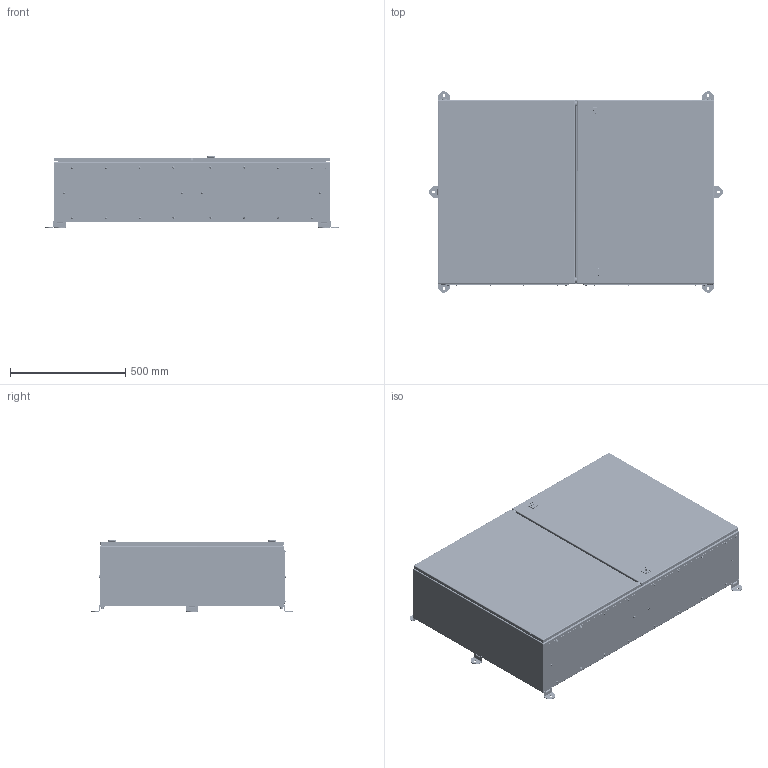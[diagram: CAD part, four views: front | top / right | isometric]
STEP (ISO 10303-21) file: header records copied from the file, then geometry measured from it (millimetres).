
FILE_DESCRIPTION (( 'STEP AP214' ), '1' );
FILE_NAME ('31.120.080.28.STEP', '2025-11-27T04:04:10', ( '' ), ( '' ), 'SwSTEP 2.0', 'SolidWorks 2021', '' );
FILE_SCHEMA (( 'AUTOMOTIVE_DESIGN' ));
Length unit declared in the file: millimetre
Products named in the file (44): ﾇ瑟鶴 湜跫韜; 剒蜲錪; Øïèëüêà ïðèâàðíàÿ Ì6õ16; 妈眚 DIN 912-󋔊0-Zn; 31.120.000.28-03 Êðûøêà; Øàðíèð ïðèâàðíàÿ ÷àñòü; M8DIN6923.step; 31.120.080.28; 31.120.080.28-02 扻豵鵨; Ñêîáà; 31.120.000.28-03 捘; 31.120.080.00-01-02 Äâåðü ëåâàÿ; 31.120.080.00-04 捘; Âòóëêà øàðíèðà; Çàêëåïêà ðåçüáîâàÿ Ì6 øåñòèãðàííàÿ ñ óìåíüøåííûì áîðòîì; Çàêëåïêà ðåçüáîâàÿ Ì5 øåñòèãðàííàÿ ñ óìåíüøåííûì áîðòîì; 31.120.080.00-04 Ìîíòàæíàÿ ïàíåëü; Ãàñêåòèíã äâåðè 1200õ800; Øïèëüêà ïðèâàðíàÿ Ì8õ25; Øàðíèð îòâåòíàÿ ÷àñòü; Íàñòåííîå êðåïëåíèå; Êîðïóñ ñ ëîãîòèïîì; Óïëîòíèòåëü äâóñòâîð÷àòûõ äâåðåé; Ãàñêåòèíã êðûøêè W600D280; Çàêëåïêà ðåçüáîâàÿ Ì8 ãëóõàÿ øåñòèãðàííàÿ ñ óìåíüøåííûì áîðòîì; 31.000.080.28-08 捘; Øàéáà îöèíêîâàííàÿ Ì8; Çàìîê âåðõíèé; Ëè÷èíêà; Ëåíòà óïëîòíèòåëüíàÿ Í800; 31.120.080.28-02 捘; Øàðíèð âíåøíÿÿ ÷àñòü; Âèíò DIN 967 Ì5õ16 ñ ïîëóêðóãëîé ãîëîâêîé ñ êðåñòîîáðàçíûì øëèöåì; 10.000.080.00-06; çóá÷àòàÿ øàéáà; 鎔艜; 31.120.080.00-01-02 捘; 31.120.080.00-01-01 Äâåðü ïðàâàÿ; 31.000.080.28-08 Áîêîâàÿ ñòåíêà; 31.120.080.00-01-01 捘 ...
Assembly tree (162 placements, depth 4):
  31.120.080.28
    31.120.080.28-02 捘
      31.120.080.28-02 扻豵鵨
      Øïèëüêà ïðèâàðíàÿ Ì8õ25  x6
      Çàêëåïêà ðåçüáîâàÿ Ì8 ãëóõàÿ øåñòèãðàííàÿ ñ óìåíüøåííûì áîðòîì  x6
      Çàêëåïêà ðåçüáîâàÿ Ì5 øåñòèãðàííàÿ ñ óìåíüøåííûì áîðòîì  x20
    31.000.080.28-08 捘  x2
      31.000.080.28-08 Áîêîâàÿ ñòåíêà
      Øïèëüêà ïðèâàðíàÿ Ì6õ16
    Øàðíèð âíåøíÿÿ ÷àñòü  x4
    Øàðíèð îòâåòíàÿ ÷àñòü  x4
    Âèíò Ì4  x8
    Âòóëêà øàðíèðà  x4
    31.120.080.00-01-01 捘
      31.120.080.00-01-01 Äâåðü ïðàâàÿ
      10.000.080.00-06  x2
      Øïèëüêà ïðèâàðíàÿ Ì6õ16  x2
      Øàðíèð ïðèâàðíàÿ ÷àñòü  x2
      Ãàñêåòèíã äâåðè 1200õ800
      Çàìîê âåðõíèé
        Êîðïóñ ñ ëîãîòèïîì
        Ëè÷èíêà
        剒蜲錪
        Ñêîáà
        Óïëîòíèòåëü
        鎔艜
      ﾇ瑟鶴 湜跫韜
        Êîðïóñ ñ ëîãîòèïîì
        Ëè÷èíêà
        剒蜲錪
        Ñêîáà
        Óïëîòíèòåëü
        鎔艜
    31.120.000.28-03 捘  x2
      31.120.000.28-03 Êðûøêà
      Ãàñêåòèíã êðûøêè W600D280
    Âèíò DIN 967 Ì5õ16 ñ ïîëóêðóãëîé ãîëîâêîé ñ êðåñòîîáðàçíûì øëèöåì  x20
    31.120.080.00-04 捘
      31.120.080.00-04 Ìîíòàæíàÿ ïàíåëü
      Çàêëåïêà ðåçüáîâàÿ Ì6 øåñòèãðàííàÿ ñ óìåíüøåííûì áîðòîì  x4
    Ïðîñòàâêà Ì8  x6
    妈眚 DIN 912-󋔊0-Zn  x6
    Íàñòåííîå êðåïëåíèå  x6
    Ñèëèêîíîâàÿ çàãëóøêà çàçåìëåíèÿ D12  x3
    Øàéáà îöèíêîâàííàÿ Ì8  x6
    31.120.080.00-01-02 捘
      31.120.080.00-01-02 Äâåðü ëåâàÿ
      10.000.080.00-06  x2
      Øïèëüêà ïðèâàðíàÿ Ì6õ16  x2
      Øàðíèð ïðèâàðíàÿ ÷àñòü  x2
      Ëåíòà óïëîòíèòåëüíàÿ Í800  x2
      Ãàñêåòèíã äâåðè 1200õ800
    Óïëîòíèòåëü äâóñòâîð÷àòûõ äâåðåé  x2
    çóá÷àòàÿ øàéáà  x4
    M8DIN6923.step  x6
Bounding box: 1274.84 x 874.84 x 309.7 mm (x, y, z)
Volume: 7439130.2 mm3; surface area: 8935552 mm2
Topology: 157 solids, 157 shells, 8067 faces, 20838 edges, 13240 vertices
Faces by surface type: plane 4009, cylinder 3066, cone 414, torus 276, bspline 262, sphere 40
Entity records: 89611 total; most frequent: CARTESIAN_POINT 30217, ORIENTED_EDGE 11512, DIRECTION 10730, EDGE_CURVE 5756, VECTOR 3926, LINE 3926, VERTEX_POINT 3659, AXIS2_PLACEMENT_3D 3402
